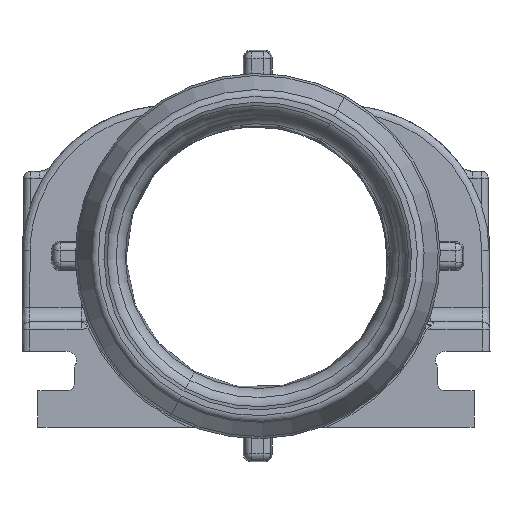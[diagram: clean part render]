
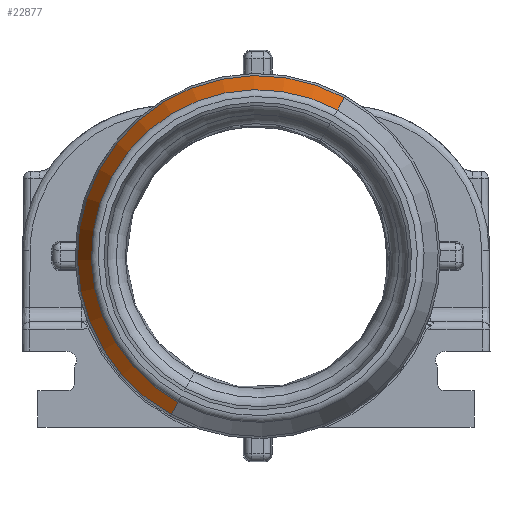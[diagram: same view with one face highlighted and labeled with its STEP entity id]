
A CAD part, left-side view. The second image highlights one B-rep face of the part: STEP entity #22877.
In plain terms, the highlighted conical face has half-angle 21.781 degrees and reference radius 11.376 mm.
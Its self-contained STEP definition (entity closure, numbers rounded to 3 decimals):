
#22811=AXIS2_PLACEMENT_3D('Circle Axis2P3D',#22809,#22810,$) ;
#22850=AXIS2_PLACEMENT_3D('Cone Axis2P3D',#22847,#22848,#22849) ;
#22854=AXIS2_PLACEMENT_3D('Circle Axis2P3D',#22852,#22853,$) ;
#22809=CARTESIAN_POINT('Axis2P3D Location',(-130.267,127.886,1.041)) ;
#22813=CARTESIAN_POINT('Vertex',(-130.267,133.339,-8.942)) ;
#22815=CARTESIAN_POINT('Vertex',(-130.267,122.432,11.024)) ;
#22847=CARTESIAN_POINT('Axis2P3D Location',(-130.267,127.886,1.041)) ;
#22852=CARTESIAN_POINT('Axis2P3D Location',(-127.856,127.886,1.041)) ;
#22856=CARTESIAN_POINT('Vertex',(-127.856,133.801,-9.788)) ;
#22858=CARTESIAN_POINT('Vertex',(-127.856,121.97,11.87)) ;
#22861=CARTESIAN_POINT('Line Origine',(-129.062,133.57,-9.365)) ;
#22866=CARTESIAN_POINT('Line Origine',(-129.062,122.201,11.447)) ;
#22810=DIRECTION('Axis2P3D Direction',(1.,0.,0.)) ;
#22848=DIRECTION('Axis2P3D Direction',(1.,0.,0.)) ;
#22849=DIRECTION('Axis2P3D XDirection',(0.,-0.479,0.878)) ;
#22853=DIRECTION('Axis2P3D Direction',(1.,0.,0.)) ;
#22862=DIRECTION('Vector Direction',(0.929,0.178,-0.326)) ;
#22867=DIRECTION('Vector Direction',(0.929,-0.178,0.326)) ;
#22863=VECTOR('Line Direction',#22862,1.) ;
#22868=VECTOR('Line Direction',#22867,1.) ;
#22872=ORIENTED_EDGE('',*,*,#22860,.F.) ;
#22873=ORIENTED_EDGE('',*,*,#22865,.T.) ;
#22874=ORIENTED_EDGE('',*,*,#22817,.T.) ;
#22875=ORIENTED_EDGE('',*,*,#22870,.F.) ;
#22877=ADVANCED_FACE('Ergebnis',(#22876),#22851,.T.) ;
#22812=CIRCLE('generated circle',#22811,11.376) ;
#22855=CIRCLE('generated circle',#22854,12.339) ;
#22851=CONICAL_SURFACE('Cone',#22850,11.376,0.38) ;
#22817=EDGE_CURVE('',#22814,#22816,#22812,.T.) ;
#22860=EDGE_CURVE('',#22857,#22859,#22855,.T.) ;
#22865=EDGE_CURVE('',#22857,#22814,#22864,.F.) ;
#22870=EDGE_CURVE('',#22859,#22816,#22869,.F.) ;
#22871=EDGE_LOOP('',(#22872,#22873,#22874,#22875)) ;
#22876=FACE_OUTER_BOUND('',#22871,.T.) ;
#22864=LINE('Line',#22861,#22863) ;
#22869=LINE('Line',#22866,#22868) ;
#22814=VERTEX_POINT('',#22813) ;
#22816=VERTEX_POINT('',#22815) ;
#22857=VERTEX_POINT('',#22856) ;
#22859=VERTEX_POINT('',#22858) ;
